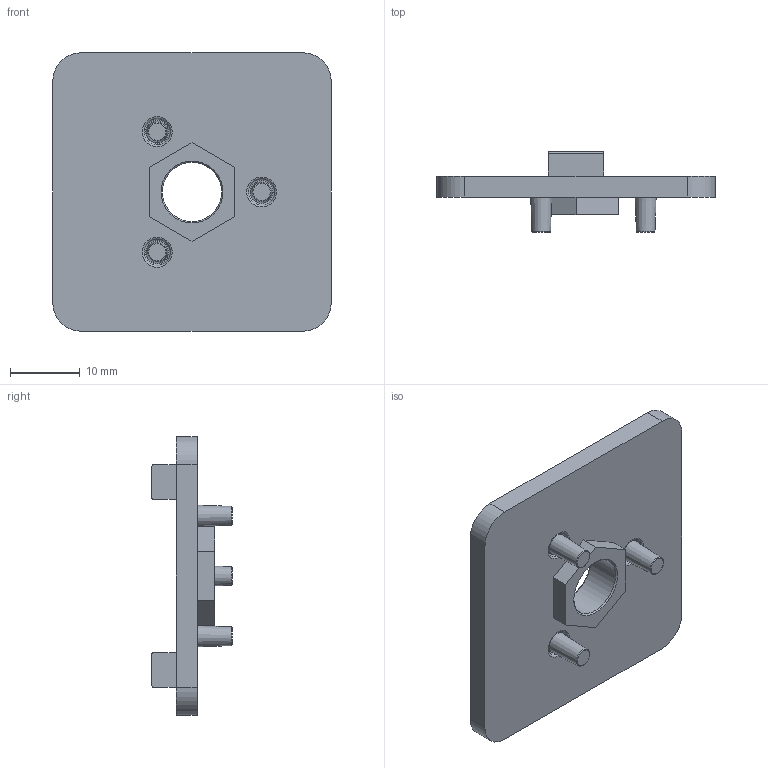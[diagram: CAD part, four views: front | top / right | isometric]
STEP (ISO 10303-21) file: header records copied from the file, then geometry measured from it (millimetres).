
FILE_DESCRIPTION(/* description */ ('STEP AP214'),/* implementation_level */ '2;1');
FILE_NAME(/* name */ '098FA40N08',/* time_stamp */ '2022-07-20T12:31:00+02:00',/* author */ ('License CC BY-ND 4.0'),/* organization */ ('CADENAS'),/* preprocessor_version */ 'ST-DEVELOPER v18.102',/* originating_system */ 'PARTsolutions',/* authorisation */ ' ');
FILE_SCHEMA (('AUTOMOTIVE_DESIGN {1 0 10303 214 3 1 1}'));
Length unit declared in the file: millimetre
Products named in the file (1): 098FA40N08
Bounding box: 40 x 11.5 x 40 mm (x, y, z)
Volume: 5142.9 mm3; surface area: 4095.8 mm2
Topology: 1 solids, 1 shells, 58 faces, 130 edges, 83 vertices
Faces by surface type: plane 29, torus 15, cylinder 9, cone 5
Full cylindrical faces by diameter (mm): 8.5 x1
Entity records: 1512 total; most frequent: DIRECTION 268, CARTESIAN_POINT 245, ORIENTED_EDGE 212, EDGE_CURVE 106, AXIS2_PLACEMENT_3D 103, EDGE_LOOP 90, FACE_BOUND 90, VERTEX_POINT 80
